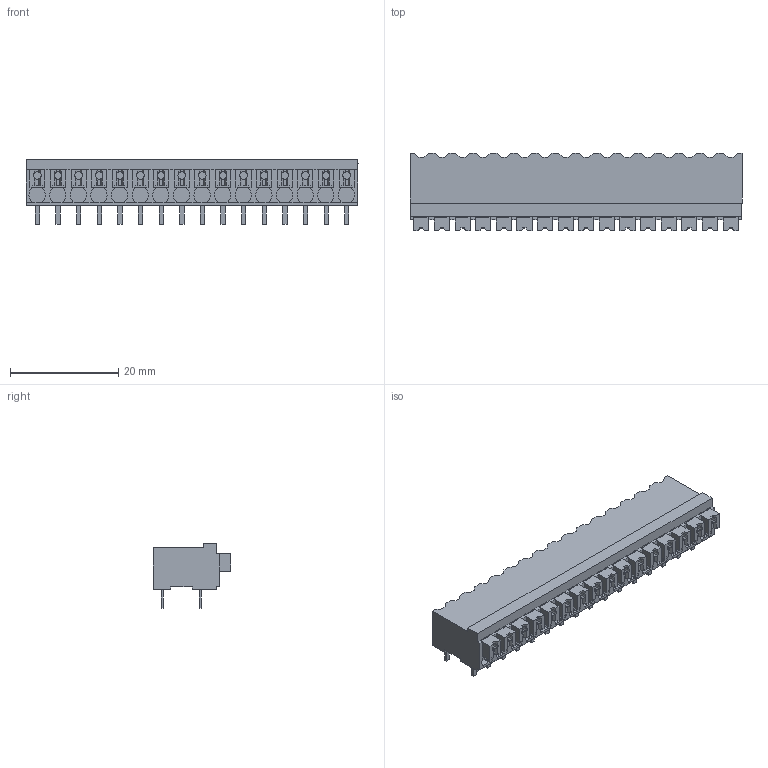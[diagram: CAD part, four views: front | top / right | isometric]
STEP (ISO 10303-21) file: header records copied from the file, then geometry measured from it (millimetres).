
FILE_DESCRIPTION(('CATIA V5 STEP Exchange','CAx-IF Rec.Pracs.--- Model Styling and Organization---1.2---2011-12-15'),'2;1');
FILE_NAME ('D1457974_0', '2018-03-22T09:40:36+00:00', ('none'), ('Weidmueller'), 'CATIA Version 5-6 Release 2014', 'CATIA V5 STEP AP214', 'none');
FILE_SCHEMA(('AUTOMOTIVE_DESIGN { 1 0 10303 214 1 1 1 1 }'));
Length unit declared in the file: millimetre
Products named in the file (1): 1871230000
Bounding box: 61.35 x 14.3 x 12 mm (x, y, z)
Volume: 5263.7 mm3; surface area: 4924.6 mm2
Topology: 49 solids, 49 shells, 1232 faces, 3469 edges, 2319 vertices
Faces by surface type: plane 1040, cylinder 192
Entity records: 38037 total; most frequent: CARTESIAN_POINT 7133, ORIENTED_EDGE 6938, DIRECTION 4877, EDGE_CURVE 3469, VECTOR 3069, LINE 3069, VERTEX_POINT 2319, EDGE_LOOP 1248
